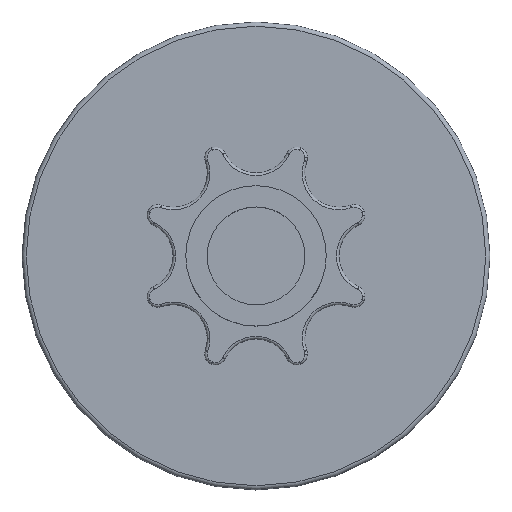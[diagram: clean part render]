
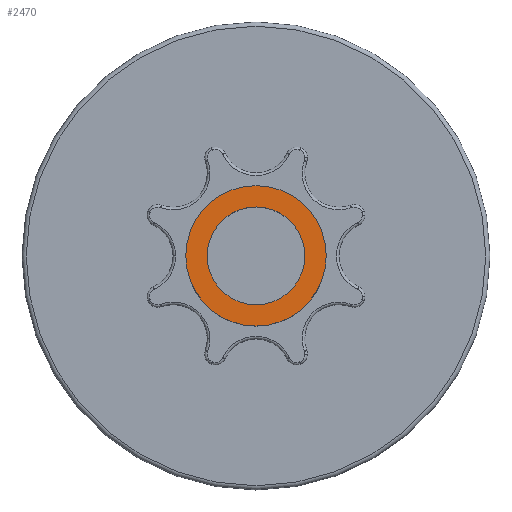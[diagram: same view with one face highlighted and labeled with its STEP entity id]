
A CAD part, top view. The second image highlights one B-rep face of the part: STEP entity #2470.
In plain terms, the highlighted planar face has unit normal (0, 0, 1).
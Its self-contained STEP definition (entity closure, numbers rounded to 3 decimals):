
#2378=CARTESIAN_POINT('',(-11.5,0.,17.));
#2379=VERTEX_POINT('',#2378);
#2403=CARTESIAN_POINT('',(11.5,0.,17.));
#2404=VERTEX_POINT('',#2403);
#2405=CARTESIAN_POINT('',(0.,0.,17.));
#2406=DIRECTION('',(0.,0.,1.));
#2407=DIRECTION('',(1.,0.,-0.));
#2408=AXIS2_PLACEMENT_3D('',#2405,#2406,#2407);
#2409=CIRCLE('',#2408,11.5);
#2410=EDGE_CURVE('',#2379,#2404,#2409,.T.);
#2412=CARTESIAN_POINT('',(0.,0.,17.));
#2413=DIRECTION('',(0.,0.,1.));
#2414=DIRECTION('',(1.,0.,-0.));
#2415=AXIS2_PLACEMENT_3D('',#2412,#2413,#2414);
#2416=CIRCLE('',#2415,11.5);
#2417=EDGE_CURVE('',#2404,#2379,#2416,.T.);
#2427=CARTESIAN_POINT('',(-16.5,0.,17.));
#2428=VERTEX_POINT('',#2427);
#2435=CARTESIAN_POINT('',(16.5,0.,17.));
#2436=VERTEX_POINT('',#2435);
#2437=CARTESIAN_POINT('',(0.,0.,17.));
#2438=DIRECTION('',(0.,0.,1.));
#2439=DIRECTION('',(1.,0.,-0.));
#2440=AXIS2_PLACEMENT_3D('',#2437,#2438,#2439);
#2441=CIRCLE('',#2440,16.5);
#2442=EDGE_CURVE('',#2436,#2428,#2441,.T.);
#2444=CARTESIAN_POINT('',(0.,0.,17.));
#2445=DIRECTION('',(0.,0.,1.));
#2446=DIRECTION('',(1.,0.,-0.));
#2447=AXIS2_PLACEMENT_3D('',#2444,#2445,#2446);
#2448=CIRCLE('',#2447,16.5);
#2449=EDGE_CURVE('',#2428,#2436,#2448,.T.);
#2457=CARTESIAN_POINT('',(0.,0.,17.));
#2458=DIRECTION('',(0.,0.,1.));
#2459=DIRECTION('',(1.,0.,0.));
#2460=AXIS2_PLACEMENT_3D('',#2457,#2458,#2459);
#2461=PLANE('',#2460);
#2462=ORIENTED_EDGE('',*,*,#2410,.F.);
#2463=ORIENTED_EDGE('',*,*,#2417,.F.);
#2464=EDGE_LOOP('',(#2462,#2463));
#2465=FACE_BOUND('',#2464,.T.);
#2466=ORIENTED_EDGE('',*,*,#2442,.T.);
#2467=ORIENTED_EDGE('',*,*,#2449,.T.);
#2468=EDGE_LOOP('',(#2466,#2467));
#2469=FACE_BOUND('',#2468,.T.);
#2470=ADVANCED_FACE('',(#2465,#2469),#2461,.T.);
